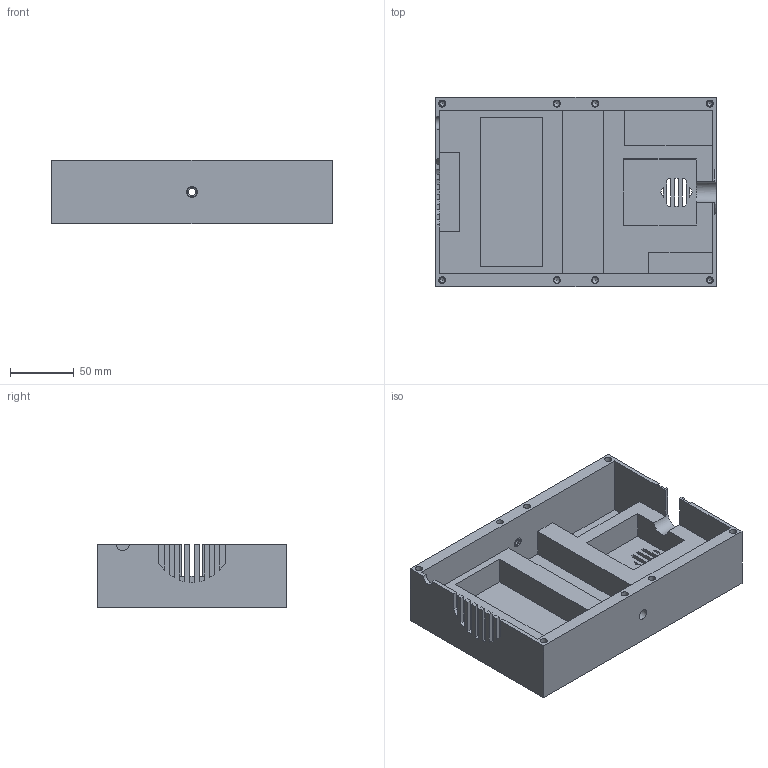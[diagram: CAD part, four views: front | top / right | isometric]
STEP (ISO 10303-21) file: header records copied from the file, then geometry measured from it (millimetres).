
FILE_DESCRIPTION(/* description */ (''),/* implementation_level */ '2;1');
FILE_NAME(/* name */ 'caseLowerPortion.stp',/* time_stamp */ '2022-06-07T10:04:28-07:00',/* author */ ('snobo'),/* organization */ (''),/* preprocessor_version */ 'ST-DEVELOPER v19',/* originating_system */ 'Autodesk Inventor 2023',/* authorisation */ '');
FILE_SCHEMA (('AUTOMOTIVE_DESIGN { 1 0 10303 214 3 1 1 }'));
Length unit declared in the file: millimetre
Products named in the file (1): caseLowerPortion
Bounding box: 220.7 x 149 x 50 mm (x, y, z)
Volume: 589376.7 mm3; surface area: 149129.3 mm2
Topology: 1 solids, 1 shells, 147 faces, 378 edges, 246 vertices
Faces by surface type: plane 96, cylinder 37, cone 14
Full cylindrical faces by diameter (mm): 3.797 x4, 4.7 x8, 4.851 x2, 5.54 x8, 7.666 x2, 8.406 x2
Entity records: 4457 total; most frequent: CARTESIAN_POINT 764, DIRECTION 744, ORIENTED_EDGE 740, EDGE_CURVE 370, LINE 292, VECTOR 292, VERTEX_POINT 246, AXIS2_PLACEMENT_3D 226
